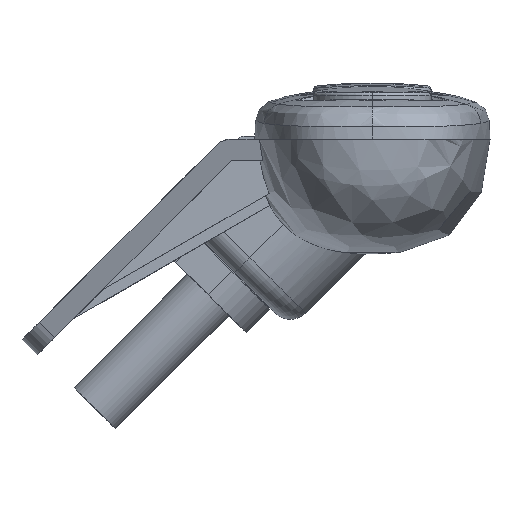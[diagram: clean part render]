
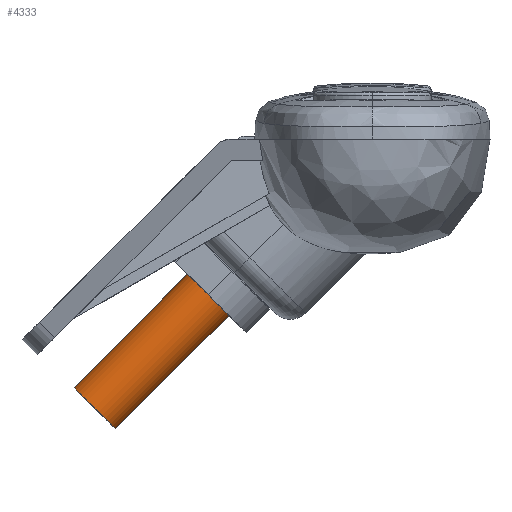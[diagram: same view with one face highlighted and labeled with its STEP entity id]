
A CAD part, left-side view. The second image highlights one B-rep face of the part: STEP entity #4333.
In plain terms, the highlighted cylindrical face has radius 2.75 mm (diameter 5.5 mm), a partial arc.
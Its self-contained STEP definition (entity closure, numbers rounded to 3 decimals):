
#1219=CYLINDRICAL_SURFACE('',#16387,2.75);
#1384=CIRCLE('',#16384,2.75);
#1385=CIRCLE('',#16386,2.75);
#1917=LINE('',#27480,#2580);
#1918=LINE('',#27484,#2581);
#2580=VECTOR('',#17614,1.);
#2581=VECTOR('',#17617,1.);
#3555=FACE_OUTER_BOUND('',#5577,.T.);
#4333=ADVANCED_FACE('',(#3555),#1219,.T.);
#5577=EDGE_LOOP('',(#7450,#7451,#7452,#7453));
#7450=ORIENTED_EDGE('',*,*,#13145,.T.);
#7451=ORIENTED_EDGE('',*,*,#13146,.T.);
#7452=ORIENTED_EDGE('',*,*,#13147,.F.);
#7453=ORIENTED_EDGE('',*,*,#13144,.F.);
#11382=VERTEX_POINT('',#27476);
#11383=VERTEX_POINT('',#27477);
#11384=VERTEX_POINT('',#27481);
#11385=VERTEX_POINT('',#27483);
#13144=EDGE_CURVE('',#11383,#11382,#1384,.T.);
#13145=EDGE_CURVE('',#11383,#11384,#1917,.T.);
#13146=EDGE_CURVE('',#11384,#11385,#1385,.T.);
#13147=EDGE_CURVE('',#11382,#11385,#1918,.T.);
#16384=AXIS2_PLACEMENT_3D('',#27478,#17610,#17611);
#16386=AXIS2_PLACEMENT_3D('',#27482,#17615,#17616);
#16387=AXIS2_PLACEMENT_3D('',#27485,#17618,#17619);
#17610=DIRECTION('',(0.,0.707,-0.707));
#17611=DIRECTION('',(0.,0.707,0.707));
#17614=DIRECTION('',(0.,-0.707,0.707));
#17615=DIRECTION('',(0.,0.707,-0.707));
#17616=DIRECTION('',(0.,0.707,0.707));
#17617=DIRECTION('',(0.,-0.707,0.707));
#17618=DIRECTION('',(0.,-0.707,0.707));
#17619=DIRECTION('',(0.,-0.707,-0.707));
#27476=CARTESIAN_POINT('',(0.,27.892,-25.7));
#27477=CARTESIAN_POINT('',(0.,24.003,-29.589));
#27478=CARTESIAN_POINT('',(0.,25.947,-27.644));
#27480=CARTESIAN_POINT('',(0.,18.699,-24.286));
#27481=CARTESIAN_POINT('',(0.,13.396,-18.982));
#27482=CARTESIAN_POINT('',(0.,15.341,-17.038));
#27483=CARTESIAN_POINT('',(0.,17.285,-15.093));
#27484=CARTESIAN_POINT('',(0.,22.588,-20.396));
#27485=CARTESIAN_POINT('',(0.,29.951,-31.648));
